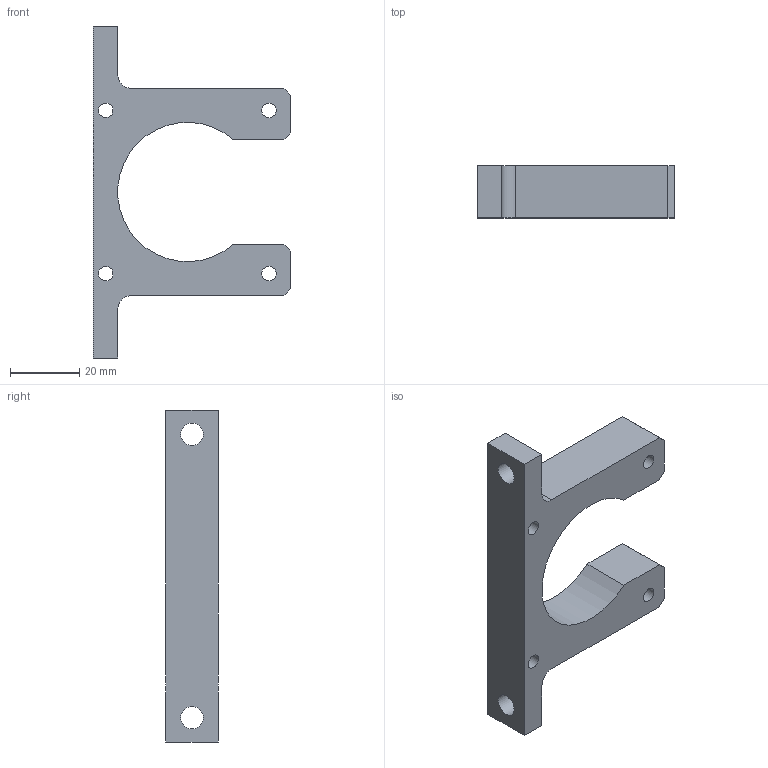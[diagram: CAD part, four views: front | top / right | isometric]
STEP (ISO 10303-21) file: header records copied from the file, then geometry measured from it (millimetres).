
FILE_DESCRIPTION(/* description */ (''),/* implementation_level */ '2;1');
FILE_NAME(/* name */ 'Nema 23 Holder.step',/* time_stamp */ '2022-04-06T07:41:15+02:00',/* author */ (''),/* organization */ (''),/* preprocessor_version */ 'ST-DEVELOPER v18.1',/* originating_system */ 'Autodesk Translation Framework v10.14.0.1471',/* authorisation */ '');
FILE_SCHEMA (('AUTOMOTIVE_DESIGN { 1 0 10303 214 3 1 1 }'));
Length unit declared in the file: millimetre
Products named in the file (1): Nema 23 Holder
Bounding box: 56.9 x 15 x 95.6 mm (x, y, z)
Volume: 29119.5 mm3; surface area: 10773.7 mm2
Topology: 1 solids, 1 shells, 26 faces, 72 edges, 48 vertices
Faces by surface type: plane 17, cylinder 9
Full cylindrical faces by diameter (mm): 4.2 x4, 6.5 x2
Entity records: 891 total; most frequent: CARTESIAN_POINT 147, ORIENTED_EDGE 144, DIRECTION 144, EDGE_CURVE 72, LINE 54, VECTOR 54, VERTEX_POINT 48, AXIS2_PLACEMENT_3D 45
